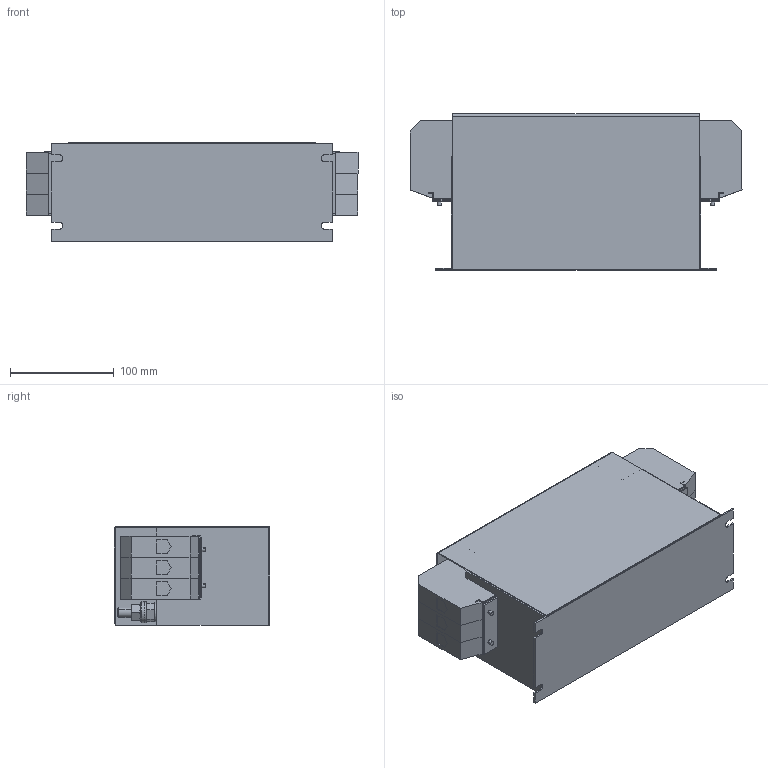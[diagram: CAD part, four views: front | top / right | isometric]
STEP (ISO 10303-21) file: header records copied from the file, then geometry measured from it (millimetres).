
FILE_DESCRIPTION (( 'STEP AP214' ), '1' );
FILE_NAME ('204514.STEP', '2020-05-28T21:13:09', ( '' ), ( '' ), 'SwSTEP 2.0', 'SolidWorks 2018', '' );
FILE_SCHEMA (( 'AUTOMOTIVE_DESIGN' ));
Length unit declared in the file: millimetre
Products named in the file (1): 204514
Bounding box: 319.5 x 150.1 x 95 mm (x, y, z)
Volume: 3690673.1 mm3; surface area: 226244.6 mm2
Topology: 1 solids, 1 shells, 427 faces, 1053 edges, 660 vertices
Faces by surface type: plane 253, cylinder 114, cone 52, torus 8
Entity records: 12971 total; most frequent: CARTESIAN_POINT 2813, ORIENTED_EDGE 2106, DIRECTION 2083, EDGE_CURVE 1053, AXIS2_PLACEMENT_3D 730, VERTEX_POINT 660, VECTOR 623, LINE 623
